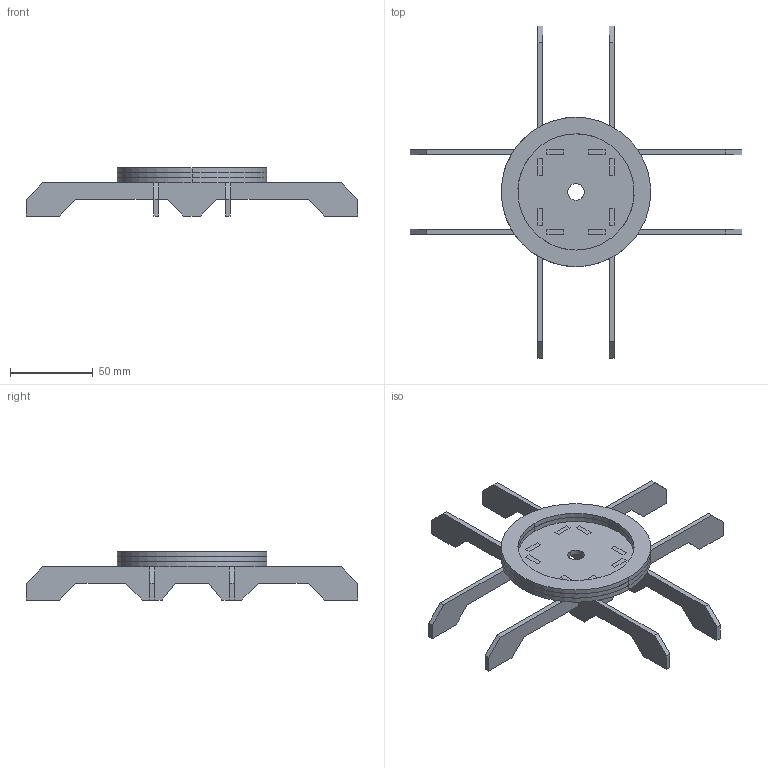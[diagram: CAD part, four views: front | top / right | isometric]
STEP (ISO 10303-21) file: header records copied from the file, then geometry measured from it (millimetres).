
FILE_DESCRIPTION(/* description */ (''),/* implementation_level */ '2;1');
FILE_NAME(/* name */ 'base',/* time_stamp */ '2018-07-04T14:48:38+02:00',/* author */ (''),/* organization */ (''),/* preprocessor_version */ 'ST-DEVELOPER v15',/* originating_system */ '',/* authorisation */ '');
FILE_SCHEMA (('CONFIG_CONTROL_DESIGN'));
Length unit declared in the file: millimetre
Products named in the file (3): Document; Anclaje
Assembly tree (2 placements, depth 3):
  Document
    Document
      Anclaje
Bounding box: 200 x 200 x 29 mm (x, y, z)
Volume: 66200.6 mm3; surface area: 54420.2 mm2
Topology: 7 solids, 7 shells, 170 faces, 468 edges, 312 vertices
Faces by surface type: plane 158, bspline 12
Entity records: 5164 total; most frequent: CARTESIAN_POINT 1700, ORIENTED_EDGE 936, EDGE_CURVE 468, B_SPLINE_CURVE_WITH_KNOTS 432, VERTEX_POINT 312, EDGE_LOOP 192, ADVANCED_FACE 170, FACE_OUTER_BOUND 170
